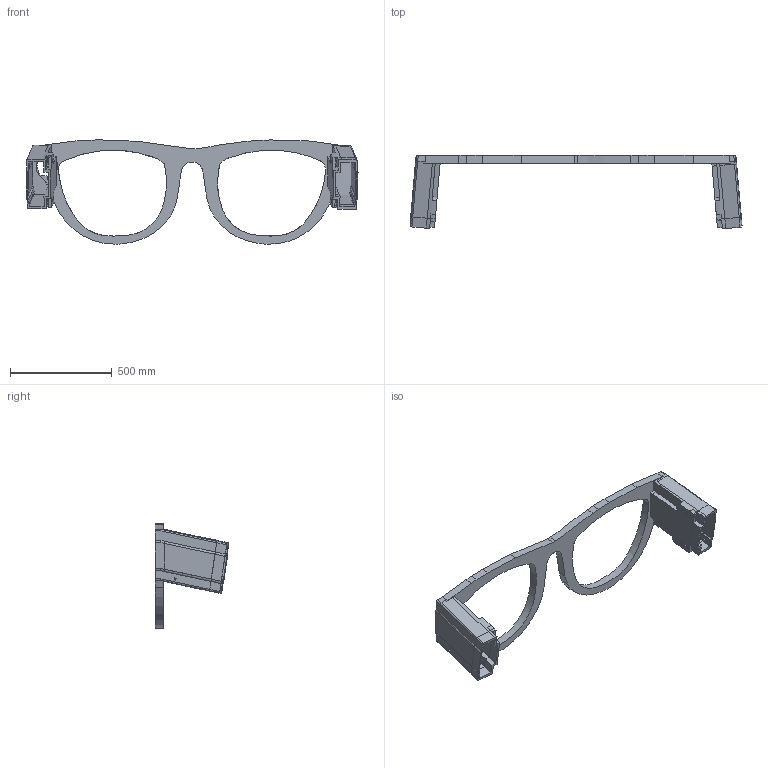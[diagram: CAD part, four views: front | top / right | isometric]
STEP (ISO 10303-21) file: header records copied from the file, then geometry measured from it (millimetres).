
FILE_DESCRIPTION(/* description */ (''),/* implementation_level */ '2;1');
FILE_NAME(/* name */ 'glasses_frame_back.step',/* time_stamp */ '2025-05-08T21:05:06-07:00',/* author */ (''),/* organization */ (''),/* preprocessor_version */ 'ST-DEVELOPER v20.1',/* originating_system */ 'Autodesk Translation Framework v14.4.0.0',/* authorisation */ '');
FILE_SCHEMA (('AUTOMOTIVE_DESIGN { 1 0 10303 214 3 1 1 }'));
Length unit declared in the file: millimetre
Products named in the file (1): 2025-05-09-04-04-14-417
Bounding box: 1633.68 x 363.59 x 513.31 mm (x, y, z)
Volume: 13661066.2 mm3; surface area: 1727689.1 mm2
Topology: 1 solids, 2 shells, 351 faces, 1000 edges, 646 vertices
Faces by surface type: plane 208, bspline 121, cylinder 22
Full cylindrical faces by diameter (mm): 12 x8, 24.225 x1, 25 x1
Entity records: 25123 total; most frequent: CARTESIAN_POINT 16214, ORIENTED_EDGE 2000, DIRECTION 1641, EDGE_CURVE 1000, LINE 687, VECTOR 687, VERTEX_POINT 646, AXIS2_PLACEMENT_3D 477
